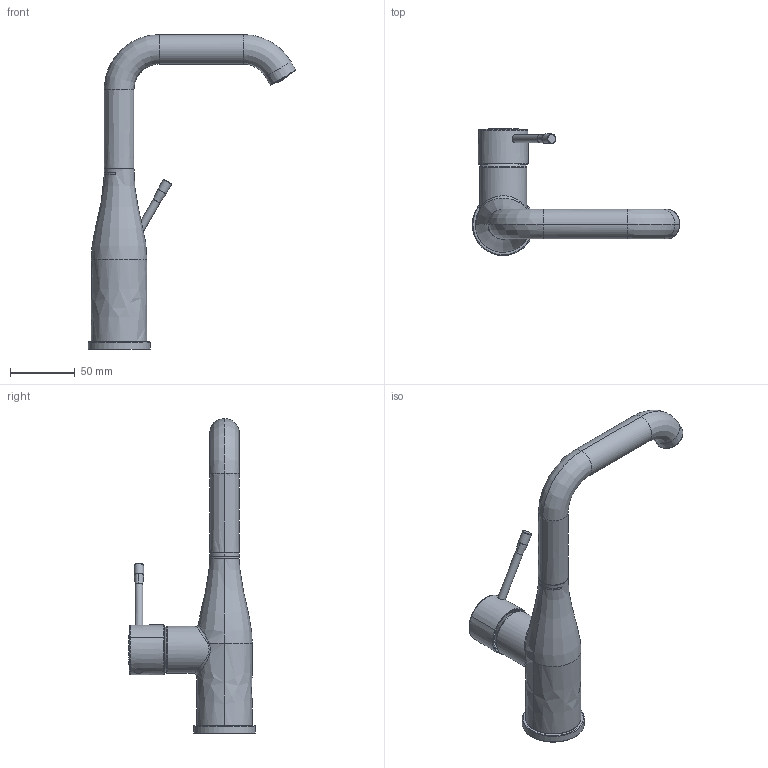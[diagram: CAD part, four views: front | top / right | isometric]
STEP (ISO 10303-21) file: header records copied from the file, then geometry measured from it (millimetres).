
FILE_DESCRIPTION(/* description */ ('Unknown'),/* implementation_level */ '2;1');
FILE_NAME(/* name */ '23541001',/* time_stamp */ '2022-09-08T05:14:00+02:00',/* author */ ('Unknown'),/* organization */ ('GROHE AG'),/* preprocessor_version */ 'ST-DEVELOPER v16.7',/* originating_system */ 'DEX',/* authorisation */ $);
FILE_SCHEMA (('AUTOMOTIVE_DESIGN {1 0 10303 214 3 1 1}'));
Length unit declared in the file: millimetre
Products named in the file (6): 23541001; id11; 42.6256.01000 for customer; A4286221-2; A4286222_EssP_Basin L_Uhighspout_140102; A4286223_EssPu_highspout body
Assembly tree (5 placements, depth 2):
  23541001
    id11
    42.6256.01000 for customer
    A4286221-2
    A4286222_EssP_Basin L_Uhighspout_140102
    A4286223_EssPu_highspout body
Bounding box: 160.9 x 98.34 x 243.99 mm (x, y, z)
Surface area: 47676.6 mm2 (no closed solid volume)
Topology: 0 solids, 30 shells, 111 faces, 962 edges, 850 vertices
Faces by surface type: bspline 43, plane 34, cylinder 19, torus 9, cone 4, sphere 2
Full cylindrical faces by diameter (mm): 4.917 x1, 6 x1, 6.7 x1, 7.364 x1, 36.4 x1
Entity records: 12965 total; most frequent: CARTESIAN_POINT 6036, ORIENTED_EDGE 1103, DIRECTION 1050, EDGE_CURVE 936, VERTEX_POINT 842, LINE 516, VECTOR 516, AXIS2_PLACEMENT_3D 267
